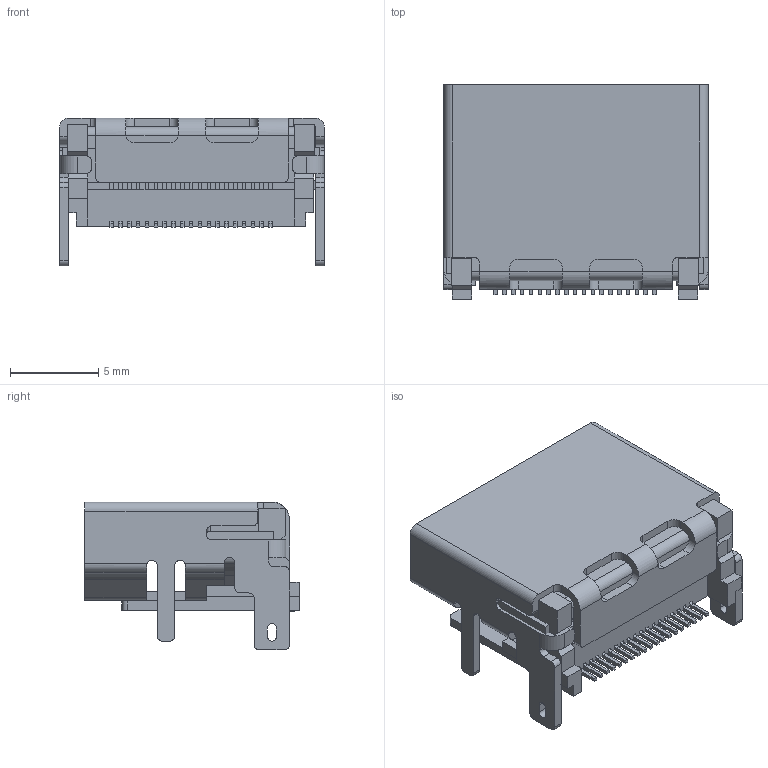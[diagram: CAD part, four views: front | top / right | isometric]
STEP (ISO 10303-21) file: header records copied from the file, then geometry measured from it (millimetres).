
FILE_DESCRIPTION(/* description */ ('Unknown'),/* implementation_level */ '2;1');
FILE_NAME(/* name */ 'Wurth - 685119134923.step',/* time_stamp */ '2024-09-17T19:54:32+01:00',/* author */ (''),/* organization */ (''),/* preprocessor_version */ 'ST-DEVELOPER v20',/* originating_system */ 'Autodesk Translation Framework v13.14.0.145',/* authorisation */ '');
FILE_SCHEMA (('AUTOMOTIVE_DESIGN { 1 0 10303 214 3 1 1 }'));
Length unit declared in the file: millimetre
Products named in the file (5): 685119134923; 685119134923_Housing; 685119134923_Shielding; 685119134923_Pin1; 685119134923_Pin2
Assembly tree (21 placements, depth 2):
  685119134923
    685119134923_Housing
    685119134923_Shielding
    685119134923_Pin1  x10
    685119134923_Pin2  x9
Bounding box: 15 x 12.15 x 8.38 mm (x, y, z)
Volume: 503.5 mm3; surface area: 1894.2 mm2
Topology: 21 solids, 21 shells, 1041 faces, 2956 edges, 1912 vertices
Faces by surface type: plane 666, cylinder 329, bspline 38, torus 8
Entity records: 20461 total; most frequent: CARTESIAN_POINT 3875, ORIENTED_EDGE 3566, DIRECTION 3279, EDGE_CURVE 1783, LINE 1439, VECTOR 1439, VERTEX_POINT 1164, AXIS2_PLACEMENT_3D 920
